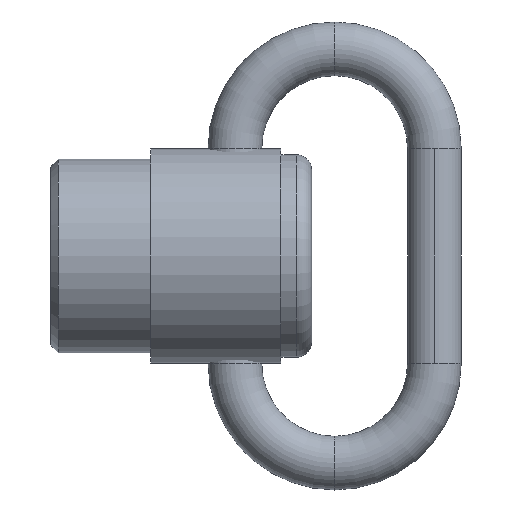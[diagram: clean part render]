
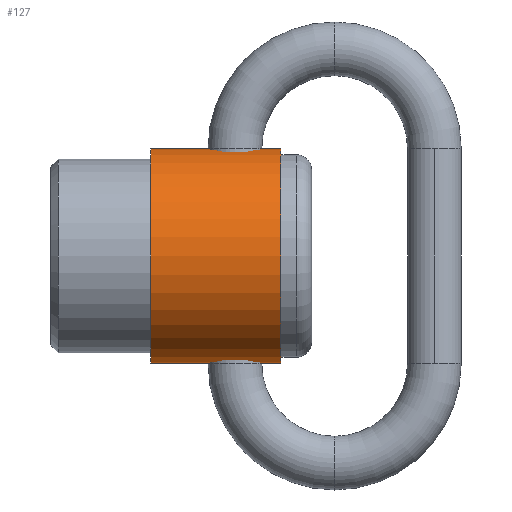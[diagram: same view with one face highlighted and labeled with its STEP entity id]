
A CAD part, front view. The second image highlights one B-rep face of the part: STEP entity #127.
In plain terms, the highlighted cylindrical face has radius 7 mm (diameter 14 mm), a partial arc.
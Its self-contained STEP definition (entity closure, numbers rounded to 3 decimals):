
#127=ADVANCED_FACE('',(#271),#272,.T.);
#271=FACE_OUTER_BOUND('',#435,.T.);
#272=CYLINDRICAL_SURFACE('',#436,7.0);
#435=EDGE_LOOP('',(#712,#713,#714,#715));
#436=AXIS2_PLACEMENT_3D('',#716,#717,#718);
#712=ORIENTED_EDGE('',*,*,#918,.T.);
#713=ORIENTED_EDGE('',*,*,#994,.F.);
#714=ORIENTED_EDGE('',*,*,#920,.T.);
#715=ORIENTED_EDGE('',*,*,#995,.T.);
#716=CARTESIAN_POINT('',(-28.545,0.0,0.0));
#717=DIRECTION('',(1.0,-0.0,0.0));
#718=DIRECTION('',(0.0,0.0,1.0));
#918=EDGE_CURVE('',#1075,#1076,#1077,.T.);
#920=EDGE_CURVE('',#1080,#1078,#1081,.T.);
#994=EDGE_CURVE('',#1080,#1076,#1180,.T.);
#995=EDGE_CURVE('',#1078,#1075,#1181,.T.);
#1075=VERTEX_POINT('',#1285);
#1076=VERTEX_POINT('',#1286);
#1077=LINE('',#1287,#1288);
#1078=VERTEX_POINT('',#1289);
#1080=VERTEX_POINT('',#1291);
#1081=LINE('',#1292,#1293);
#1180=CIRCLE('',#1406,7.0);
#1181=CIRCLE('',#1407,7.0);
#1285=CARTESIAN_POINT('',(-2.0,0.0,7.0));
#1286=CARTESIAN_POINT('',(-10.5,0.0,7.0));
#1287=CARTESIAN_POINT('',(-6.25,0.,7.0));
#1288=VECTOR('',#1510,1.0);
#1289=CARTESIAN_POINT('',(-2.0,0.,-7.0));
#1291=CARTESIAN_POINT('',(-10.5,0.,-7.0));
#1292=CARTESIAN_POINT('',(-28.545,0.,-7.0));
#1293=VECTOR('',#1514,7.0);
#1406=AXIS2_PLACEMENT_3D('',#1637,#1638,#1639);
#1407=AXIS2_PLACEMENT_3D('',#1640,#1641,#1642);
#1510=DIRECTION('',(-1.0,0.0,-0.0));
#1514=DIRECTION('',(1.0,0.0,0.0));
#1637=CARTESIAN_POINT('',(-10.5,0.0,0.0));
#1638=DIRECTION('',(-1.0,0.0,0.0));
#1639=DIRECTION('',(0.0,0.0,1.0));
#1640=CARTESIAN_POINT('',(-2.0,0.0,0.0));
#1641=DIRECTION('',(-1.0,0.0,0.0));
#1642=DIRECTION('',(0.0,0.0,1.0));
